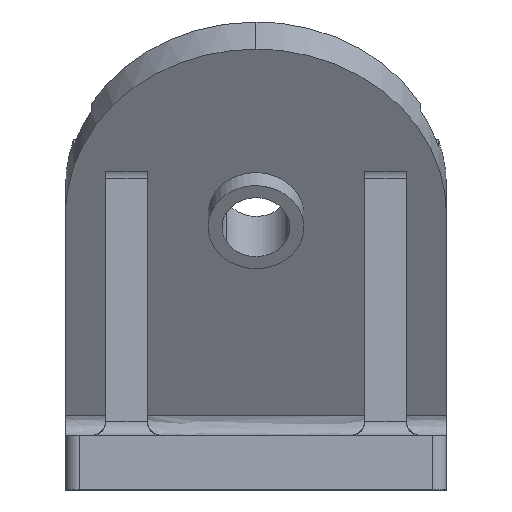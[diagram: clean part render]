
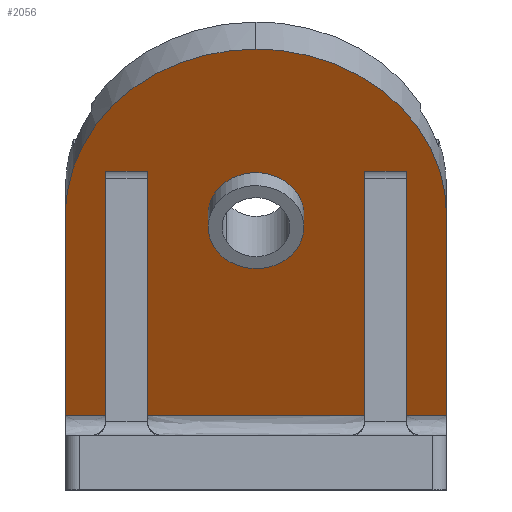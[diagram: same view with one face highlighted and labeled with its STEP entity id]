
A CAD part, front view. The second image highlights one B-rep face of the part: STEP entity #2056.
In plain terms, the highlighted free-form (B-spline) face has degree [1, 1] with [2, 2] control points.
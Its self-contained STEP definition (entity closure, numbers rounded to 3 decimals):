
#168 = VERTEX_POINT('',#169);
#169 = CARTESIAN_POINT('',(0.,-10.434,
    145.659));
#174 = EDGE_CURVE('',#175,#168,#177,.T.);
#175 = VERTEX_POINT('',#176);
#176 = CARTESIAN_POINT('',(62.93,21.031,
    91.16));
#177 = ( BOUNDED_CURVE() B_SPLINE_CURVE(2,(#178,#179,#180),
.UNSPECIFIED.,.F.,.F.) B_SPLINE_CURVE_WITH_KNOTS((3,3),(1.571,
3.142),.PIECEWISE_BEZIER_KNOTS.) CURVE() 
GEOMETRIC_REPRESENTATION_ITEM() RATIONAL_B_SPLINE_CURVE((1.,
0.707,1.)) REPRESENTATION_ITEM('') );
#178 = CARTESIAN_POINT('',(62.93,21.031,
    91.16));
#179 = CARTESIAN_POINT('',(62.93,-10.434,
    145.659));
#180 = CARTESIAN_POINT('',(0.,-10.434,
    145.659));
#297 = VERTEX_POINT('',#298);
#298 = CARTESIAN_POINT('',(15.822,21.031,
    91.16));
#305 = EDGE_CURVE('',#297,#306,#308,.T.);
#306 = VERTEX_POINT('',#307);
#307 = CARTESIAN_POINT('',(-15.822,21.031,
    91.16));
#308 = ( BOUNDED_CURVE() B_SPLINE_CURVE(2,(#309,#310,#311,#312,#313),
.UNSPECIFIED.,.F.,.F.) B_SPLINE_CURVE_WITH_KNOTS((3,2,3),(1.571
,3.142,4.712),.PIECEWISE_BEZIER_KNOTS.) CURVE() 
GEOMETRIC_REPRESENTATION_ITEM() RATIONAL_B_SPLINE_CURVE((1.,
0.707,1.,0.707,1.)) REPRESENTATION_ITEM('') );
#309 = CARTESIAN_POINT('',(15.822,21.031,
    91.16));
#310 = CARTESIAN_POINT('',(15.822,13.119,
    104.863));
#311 = CARTESIAN_POINT('',(0.,13.119,
    104.863));
#312 = CARTESIAN_POINT('',(-15.822,13.119,
    104.863));
#313 = CARTESIAN_POINT('',(-15.822,21.031,
    91.16));
#345 = EDGE_CURVE('',#306,#297,#346,.T.);
#346 = ( BOUNDED_CURVE() B_SPLINE_CURVE(2,(#347,#348,#349,#350,#351),
.UNSPECIFIED.,.F.,.F.) B_SPLINE_CURVE_WITH_KNOTS((3,2,3),(4.712
,6.283,7.854),.PIECEWISE_BEZIER_KNOTS.) CURVE() 
GEOMETRIC_REPRESENTATION_ITEM() RATIONAL_B_SPLINE_CURVE((1.,
0.707,1.,0.707,1.)) REPRESENTATION_ITEM('') );
#347 = CARTESIAN_POINT('',(-15.822,21.031,
    91.16));
#348 = CARTESIAN_POINT('',(-15.822,28.942,
    77.458));
#349 = CARTESIAN_POINT('',(0.,28.942,
    77.458));
#350 = CARTESIAN_POINT('',(15.822,28.942,
    77.458));
#351 = CARTESIAN_POINT('',(15.822,21.031,
    91.16));
#516 = VERTEX_POINT('',#517);
#517 = CARTESIAN_POINT('',(-62.93,21.031,
    91.16));
#522 = EDGE_CURVE('',#168,#516,#523,.T.);
#523 = ( BOUNDED_CURVE() B_SPLINE_CURVE(2,(#524,#525,#526),
.UNSPECIFIED.,.F.,.F.) B_SPLINE_CURVE_WITH_KNOTS((3,3),(3.142,
4.712),.PIECEWISE_BEZIER_KNOTS.) CURVE() 
GEOMETRIC_REPRESENTATION_ITEM() RATIONAL_B_SPLINE_CURVE((1.,
0.707,1.)) REPRESENTATION_ITEM('') );
#524 = CARTESIAN_POINT('',(0.,-10.434,
    145.659));
#525 = CARTESIAN_POINT('',(-62.93,-10.434,
    145.659));
#526 = CARTESIAN_POINT('',(-62.93,21.031,
    91.16));
#1343 = VERTEX_POINT('',#1344);
#1344 = CARTESIAN_POINT('',(62.93,59.389,
    24.722));
#1366 = EDGE_CURVE('',#175,#1343,#1367,.T.);
#1367 = B_SPLINE_CURVE_WITH_KNOTS('',1,(#1368,#1369),.UNSPECIFIED.,.F.,
  .F.,(2,2),(-27.094,27.094),.PIECEWISE_BEZIER_KNOTS.);
#1368 = CARTESIAN_POINT('',(62.93,21.031,
    91.16));
#1369 = CARTESIAN_POINT('',(62.93,59.389,
    24.722));
#1379 = EDGE_CURVE('',#516,#1380,#1382,.T.);
#1380 = VERTEX_POINT('',#1381);
#1381 = CARTESIAN_POINT('',(-62.93,59.389,
    24.722));
#1382 = B_SPLINE_CURVE_WITH_KNOTS('',1,(#1383,#1384),.UNSPECIFIED.,.F.,
  .F.,(2,2),(-27.094,27.094),.PIECEWISE_BEZIER_KNOTS.);
#1383 = CARTESIAN_POINT('',(-62.93,21.031,
    91.16));
#1384 = CARTESIAN_POINT('',(-62.93,59.389,
    24.722));
#1493 = EDGE_CURVE('',#1380,#1494,#1496,.T.);
#1494 = VERTEX_POINT('',#1495);
#1495 = CARTESIAN_POINT('',(-49.625,59.389,
    24.722));
#1496 = B_SPLINE_CURVE_WITH_KNOTS('',1,(#1497,#1498),.UNSPECIFIED.,.F.,
  .F.,(2,2),(-44.45,-35.052),.PIECEWISE_BEZIER_KNOTS.);
#1497 = CARTESIAN_POINT('',(-62.93,59.389,
    24.722));
#1498 = CARTESIAN_POINT('',(-49.625,59.389,
    24.722));
#1644 = VERTEX_POINT('',#1645);
#1645 = CARTESIAN_POINT('',(-35.96,59.389,
    24.722));
#1651 = EDGE_CURVE('',#1644,#1652,#1654,.T.);
#1652 = VERTEX_POINT('',#1653);
#1653 = CARTESIAN_POINT('',(35.96,59.389,
    24.722));
#1654 = B_SPLINE_CURVE_WITH_KNOTS('',1,(#1655,#1656),.UNSPECIFIED.,.F.,
  .F.,(2,2),(-25.4,25.4),.PIECEWISE_BEZIER_KNOTS.);
#1655 = CARTESIAN_POINT('',(-35.96,59.389,
    24.722));
#1656 = CARTESIAN_POINT('',(35.96,59.389,
    24.722));
#1802 = VERTEX_POINT('',#1803);
#1803 = CARTESIAN_POINT('',(49.625,59.389,
    24.722));
#1809 = EDGE_CURVE('',#1802,#1343,#1810,.T.);
#1810 = B_SPLINE_CURVE_WITH_KNOTS('',1,(#1811,#1812),.UNSPECIFIED.,.F.,
  .F.,(2,2),(35.052,44.45),.PIECEWISE_BEZIER_KNOTS.);
#1811 = CARTESIAN_POINT('',(49.625,59.389,
    24.722));
#1812 = CARTESIAN_POINT('',(62.93,59.389,
    24.722));
#1826 = EDGE_CURVE('',#1827,#1802,#1829,.T.);
#1827 = VERTEX_POINT('',#1828);
#1828 = CARTESIAN_POINT('',(49.625,12.883,
    105.273));
#1829 = B_SPLINE_CURVE_WITH_KNOTS('',1,(#1830,#1831),.UNSPECIFIED.,.F.,
  .F.,(2,2),(-32.849,32.849),.PIECEWISE_BEZIER_KNOTS.);
#1830 = CARTESIAN_POINT('',(49.625,12.883,
    105.273));
#1831 = CARTESIAN_POINT('',(49.625,59.389,
    24.722));
#1894 = VERTEX_POINT('',#1895);
#1895 = CARTESIAN_POINT('',(35.96,12.883,
    105.273));
#1901 = EDGE_CURVE('',#1894,#1652,#1902,.T.);
#1902 = B_SPLINE_CURVE_WITH_KNOTS('',1,(#1903,#1904),.UNSPECIFIED.,.F.,
  .F.,(2,2),(-32.849,32.849),.PIECEWISE_BEZIER_KNOTS.);
#1903 = CARTESIAN_POINT('',(35.96,12.883,
    105.273));
#1904 = CARTESIAN_POINT('',(35.96,59.389,
    24.722));
#1937 = EDGE_CURVE('',#1827,#1894,#1938,.T.);
#1938 = B_SPLINE_CURVE_WITH_KNOTS('',1,(#1939,#1940),.UNSPECIFIED.,.F.,
  .F.,(2,2),(-35.052,-25.4),.PIECEWISE_BEZIER_KNOTS.);
#1939 = CARTESIAN_POINT('',(49.625,12.883,
    105.273));
#1940 = CARTESIAN_POINT('',(35.96,12.883,
    105.273));
#1952 = EDGE_CURVE('',#1953,#1644,#1955,.T.);
#1953 = VERTEX_POINT('',#1954);
#1954 = CARTESIAN_POINT('',(-35.96,12.883,105.273
    ));
#1955 = B_SPLINE_CURVE_WITH_KNOTS('',1,(#1956,#1957),.UNSPECIFIED.,.F.,
  .F.,(2,2),(-32.849,32.849),.PIECEWISE_BEZIER_KNOTS.);
#1956 = CARTESIAN_POINT('',(-35.96,12.883,
    105.273));
#1957 = CARTESIAN_POINT('',(-35.96,59.389,
    24.722));
#2020 = VERTEX_POINT('',#2021);
#2021 = CARTESIAN_POINT('',(-49.625,12.883,
    105.273));
#2027 = EDGE_CURVE('',#2020,#1494,#2028,.T.);
#2028 = B_SPLINE_CURVE_WITH_KNOTS('',1,(#2029,#2030),.UNSPECIFIED.,.F.,
  .F.,(2,2),(-32.849,32.849),.PIECEWISE_BEZIER_KNOTS.);
#2029 = CARTESIAN_POINT('',(-49.625,12.883,
    105.273));
#2030 = CARTESIAN_POINT('',(-49.625,59.389,
    24.722));
#2056 = ADVANCED_FACE('',(#2057,#2076),#2080,.T.);
#2057 = FACE_BOUND('',#2058,.T.);
#2058 = EDGE_LOOP('',(#2059,#2060,#2061,#2062,#2063,#2064,#2065,#2066,
    #2067,#2068,#2069,#2070,#2071));
#2059 = ORIENTED_EDGE('',*,*,#1952,.T.);
#2060 = ORIENTED_EDGE('',*,*,#1651,.T.);
#2061 = ORIENTED_EDGE('',*,*,#1901,.F.);
#2062 = ORIENTED_EDGE('',*,*,#1937,.F.);
#2063 = ORIENTED_EDGE('',*,*,#1826,.T.);
#2064 = ORIENTED_EDGE('',*,*,#1809,.T.);
#2065 = ORIENTED_EDGE('',*,*,#1366,.F.);
#2066 = ORIENTED_EDGE('',*,*,#174,.T.);
#2067 = ORIENTED_EDGE('',*,*,#522,.T.);
#2068 = ORIENTED_EDGE('',*,*,#1379,.T.);
#2069 = ORIENTED_EDGE('',*,*,#1493,.T.);
#2070 = ORIENTED_EDGE('',*,*,#2027,.F.);
#2071 = ORIENTED_EDGE('',*,*,#2072,.F.);
#2072 = EDGE_CURVE('',#1953,#2020,#2073,.T.);
#2073 = B_SPLINE_CURVE_WITH_KNOTS('',1,(#2074,#2075),.UNSPECIFIED.,.F.,
  .F.,(2,2),(-4.826,4.826),.PIECEWISE_BEZIER_KNOTS.);
#2074 = CARTESIAN_POINT('',(-35.96,12.883,105.273
    ));
#2075 = CARTESIAN_POINT('',(-49.625,12.883,
    105.273));
#2076 = FACE_BOUND('',#2077,.T.);
#2077 = EDGE_LOOP('',(#2078,#2079));
#2078 = ORIENTED_EDGE('',*,*,#305,.F.);
#2079 = ORIENTED_EDGE('',*,*,#345,.F.);
#2080 = B_SPLINE_SURFACE_WITH_KNOTS('',1,1,(
    (#2081,#2082)
    ,(#2083,#2084
    )),.UNSPECIFIED.,.F.,.F.,.F.,(2,2),(2,2),(0.,
    98.638),(-44.45,44.45),
  .PIECEWISE_BEZIER_KNOTS.);
#2081 = CARTESIAN_POINT('',(-62.93,-10.434,
    145.659));
#2082 = CARTESIAN_POINT('',(62.93,-10.434,
    145.659));
#2083 = CARTESIAN_POINT('',(-62.93,59.389,
    24.722));
#2084 = CARTESIAN_POINT('',(62.93,59.389,
    24.722));
